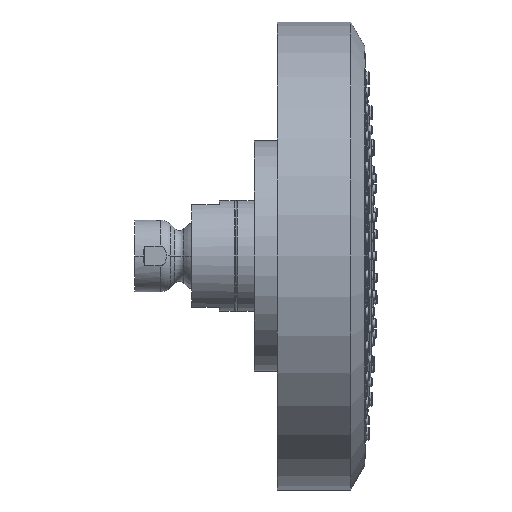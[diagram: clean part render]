
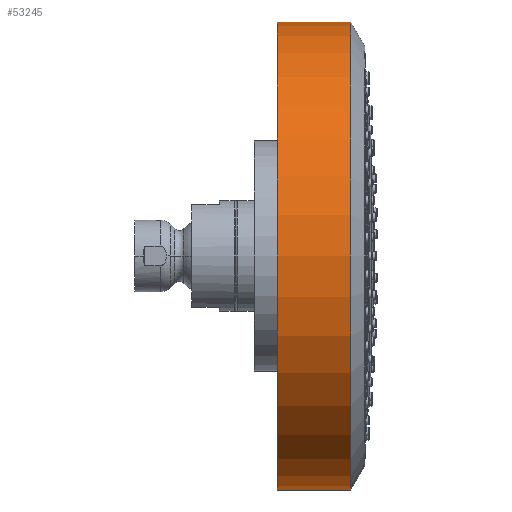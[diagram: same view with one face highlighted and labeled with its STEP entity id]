
A CAD part, left-side view. The second image highlights one B-rep face of the part: STEP entity #53245.
In plain terms, the highlighted cylindrical face has radius 75.057 mm (diameter 150.114 mm), a partial arc.
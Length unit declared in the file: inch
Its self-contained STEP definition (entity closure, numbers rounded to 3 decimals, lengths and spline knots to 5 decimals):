
#24445=CARTESIAN_POINT('',(0.,-0.18724,0.));
#24446=DIRECTION('',(0.,1.,0.));
#24447=DIRECTION('',(0.,0.,-1.));
#24448=AXIS2_PLACEMENT_3D('',#24445,#24446,#24447);
#24453=CARTESIAN_POINT('',(0.,0.73876,0.));
#24454=DIRECTION('',(0.,1.,0.));
#24455=DIRECTION('',(0.,0.,-1.));
#24456=AXIS2_PLACEMENT_3D('',#24453,#24454,#24455);
#24461=DIRECTION('',(0.,-1.,0.));
#24462=VECTOR('',#24461,0.926);
#24463=CARTESIAN_POINT('',(0.,0.73876,-2.955));
#24464=LINE('',#24463,#24462);
#24468=DIRECTION('',(0.,-1.,0.));
#24469=VECTOR('',#24468,0.926);
#24470=CARTESIAN_POINT('',(0.,0.73876,2.955));
#24471=LINE('',#24470,#24469);
#44088=CARTESIAN_POINT('',(0.,0.73876,-2.955));
#44089=CARTESIAN_POINT('',(0.,-0.18724,-2.955));
#44090=VERTEX_POINT('',#44088);
#44091=VERTEX_POINT('',#44089);
#44098=CARTESIAN_POINT('',(0.,0.73876,2.955));
#44099=CARTESIAN_POINT('',(0.,-0.18724,2.955));
#44100=VERTEX_POINT('',#44098);
#44101=VERTEX_POINT('',#44099);
#53231=CARTESIAN_POINT('',(0.,-0.51284,0.));
#53232=DIRECTION('',(0.,1.,0.));
#53233=DIRECTION('',(0.,0.,1.));
#53234=AXIS2_PLACEMENT_3D('',#53231,#53232,#53233);
#53235=CYLINDRICAL_SURFACE('',#53234,2.955);
#53237=ORIENTED_EDGE('',*,*,#53236,.F.);
#53239=ORIENTED_EDGE('',*,*,#53238,.T.);
#53241=ORIENTED_EDGE('',*,*,#53240,.T.);
#53242=ORIENTED_EDGE('',*,*,#53212,.F.);
#53243=EDGE_LOOP('',(#53237,#53239,#53241,#53242));
#53244=FACE_OUTER_BOUND('',#53243,.F.);
#24449=CIRCLE('',#24448,2.955);
#24457=CIRCLE('',#24456,2.955);
#53212=EDGE_CURVE('',#44091,#44101,#24449,.T.);
#53236=EDGE_CURVE('',#44090,#44091,#24464,.T.);
#53238=EDGE_CURVE('',#44090,#44100,#24457,.T.);
#53240=EDGE_CURVE('',#44100,#44101,#24471,.T.);
#53245=ADVANCED_FACE('',(#53244),#53235,.T.);
